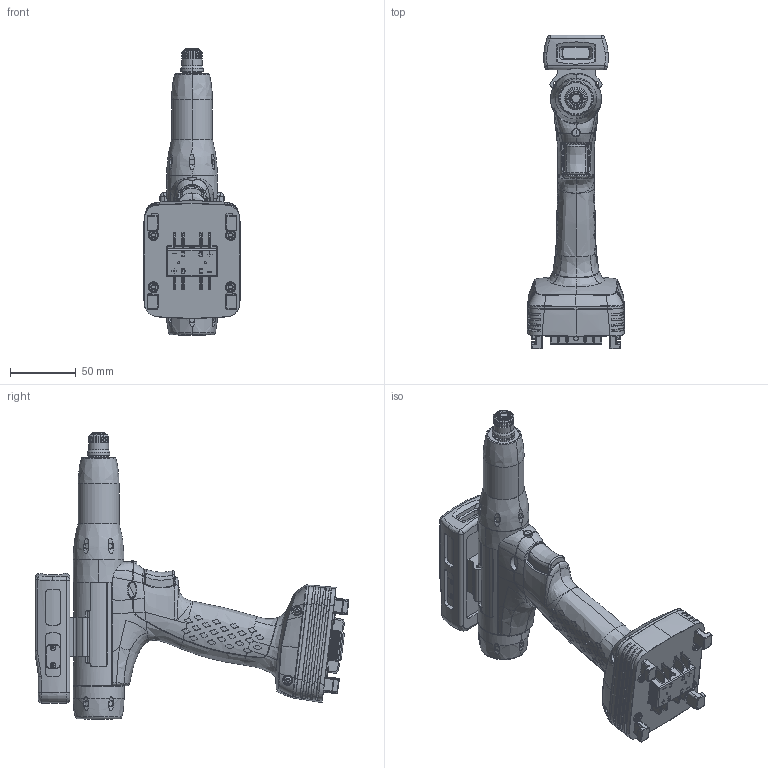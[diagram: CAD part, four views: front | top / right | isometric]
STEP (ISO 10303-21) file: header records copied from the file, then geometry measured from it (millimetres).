
FILE_DESCRIPTION((''),'2;1');
FILE_NAME('8433326033_DIM_ASM','2021-05-04T16:23:19',('INEEXTrab'),(''),'CREO PARAMETRIC BY PTC INC, 2020281','CREO PARAMETRIC BY PTC INC, 2020281','');
FILE_SCHEMA(('CONFIG_CONTROL_DESIGN'));
Length unit declared in the file: inch
Products named in the file (3): HANDLE_SW0003; TOP_SW0005; 8433326033_DIM_ASM
Assembly tree (2 placements, depth 2):
  8433326033_DIM_ASM
    HANDLE_SW0003
    TOP_SW0005
Bounding box: 74.51 x 239.58 x 218.9 mm (x, y, z)
Volume: 684651.2 mm3; surface area: 113992.1 mm2
Topology: 3 solids, 4 shells, 5400 faces, 13815 edges, 8599 vertices
Faces by surface type: bspline 1698, plane 1559, cylinder 1371, extrusion 359, cone 146, sphere 143, torus 121, revolution 3
Entity records: 263794 total; most frequent: CARTESIAN_POINT 148338, ORIENTED_EDGE 27612, DIRECTION 18243, EDGE_CURVE 13806, VERTEX_POINT 8598, AXIS2_PLACEMENT_3D 6316, B_SPLINE_CURVE_WITH_KNOTS 5946, EDGE_LOOP 5628
